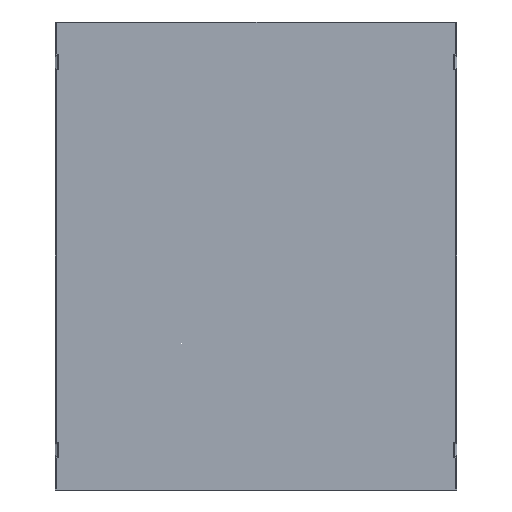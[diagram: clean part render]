
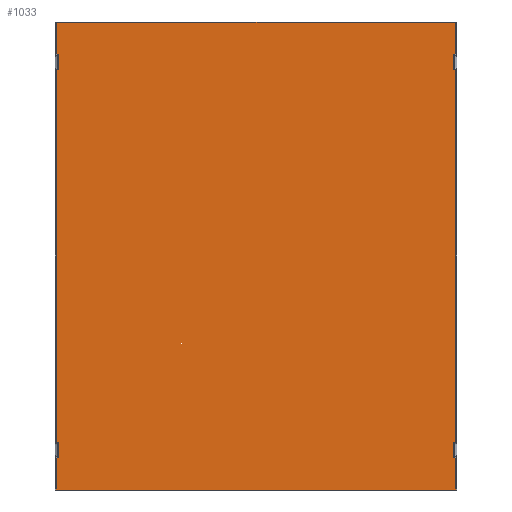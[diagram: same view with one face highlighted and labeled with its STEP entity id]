
A CAD part, front view. The second image highlights one B-rep face of the part: STEP entity #1033.
In plain terms, the highlighted planar face has unit normal (0, -1, 0).
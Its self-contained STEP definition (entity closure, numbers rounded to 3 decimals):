
#33=PLANE('',#1137);
#82=FACE_OUTER_BOUND('',#132,.T.);
#132=EDGE_LOOP('',(#856,#857,#858,#859,#860,#861,#862,#863));
#158=LINE('',#1469,#270);
#174=LINE('',#1518,#286);
#246=LINE('',#1690,#358);
#247=LINE('',#1692,#359);
#248=LINE('',#1694,#360);
#249=LINE('',#1695,#361);
#250=LINE('',#1697,#362);
#251=LINE('',#1698,#363);
#270=VECTOR('',#1186,10.);
#286=VECTOR('',#1224,10.);
#358=VECTOR('',#1386,10.);
#359=VECTOR('',#1387,10.);
#360=VECTOR('',#1388,10.);
#361=VECTOR('',#1389,10.);
#362=VECTOR('',#1390,10.);
#363=VECTOR('',#1391,10.);
#418=VERTEX_POINT('',#1466);
#419=VERTEX_POINT('',#1468);
#440=VERTEX_POINT('',#1515);
#441=VERTEX_POINT('',#1517);
#496=VERTEX_POINT('',#1689);
#497=VERTEX_POINT('',#1691);
#498=VERTEX_POINT('',#1693);
#499=VERTEX_POINT('',#1696);
#516=EDGE_CURVE('',#419,#418,#158,.T.);
#540=EDGE_CURVE('',#441,#440,#174,.T.);
#629=EDGE_CURVE('',#496,#419,#246,.T.);
#630=EDGE_CURVE('',#497,#418,#247,.T.);
#631=EDGE_CURVE('',#497,#498,#248,.T.);
#632=EDGE_CURVE('',#498,#441,#249,.T.);
#633=EDGE_CURVE('',#499,#440,#250,.T.);
#634=EDGE_CURVE('',#499,#496,#251,.T.);
#856=ORIENTED_EDGE('',*,*,#629,.T.);
#857=ORIENTED_EDGE('',*,*,#516,.T.);
#858=ORIENTED_EDGE('',*,*,#630,.F.);
#859=ORIENTED_EDGE('',*,*,#631,.T.);
#860=ORIENTED_EDGE('',*,*,#632,.T.);
#861=ORIENTED_EDGE('',*,*,#540,.T.);
#862=ORIENTED_EDGE('',*,*,#633,.F.);
#863=ORIENTED_EDGE('',*,*,#634,.T.);
#1033=ADVANCED_FACE('',(#82),#33,.F.);
#1137=AXIS2_PLACEMENT_3D('',#1688,#1384,#1385);
#1186=DIRECTION('',(0.,0.,-1.));
#1224=DIRECTION('',(0.,0.,1.));
#1384=DIRECTION('center_axis',(0.,1.,0.));
#1385=DIRECTION('ref_axis',(0.,0.,1.));
#1386=DIRECTION('',(-1.,0.,0.));
#1387=DIRECTION('',(-1.,0.,0.));
#1388=DIRECTION('',(1.,0.,0.));
#1389=DIRECTION('',(1.,0.,0.));
#1390=DIRECTION('',(1.,0.,0.));
#1391=DIRECTION('',(-1.,0.,0.));
#1466=CARTESIAN_POINT('',(-599.,0.,-700.));
#1468=CARTESIAN_POINT('',(-599.,0.,0.));
#1469=CARTESIAN_POINT('',(-599.,0.,-350.));
#1515=CARTESIAN_POINT('',(-1.,0.,0.));
#1517=CARTESIAN_POINT('',(-1.,0.,-700.));
#1518=CARTESIAN_POINT('',(-1.,0.,-350.));
#1688=CARTESIAN_POINT('Origin',(-300.,0.,-350.));
#1689=CARTESIAN_POINT('',(-598.,0.,0.));
#1690=CARTESIAN_POINT('',(-150.,0.,0.));
#1691=CARTESIAN_POINT('',(-598.,0.,-700.));
#1692=CARTESIAN_POINT('',(-150.5,0.,-700.));
#1693=CARTESIAN_POINT('',(-2.,0.,-700.));
#1694=CARTESIAN_POINT('',(-600.,0.,-700.));
#1695=CARTESIAN_POINT('',(-150.5,0.,-700.));
#1696=CARTESIAN_POINT('',(-2.,0.,0.));
#1697=CARTESIAN_POINT('',(-150.,0.,0.));
#1698=CARTESIAN_POINT('',(0.,0.,0.));
